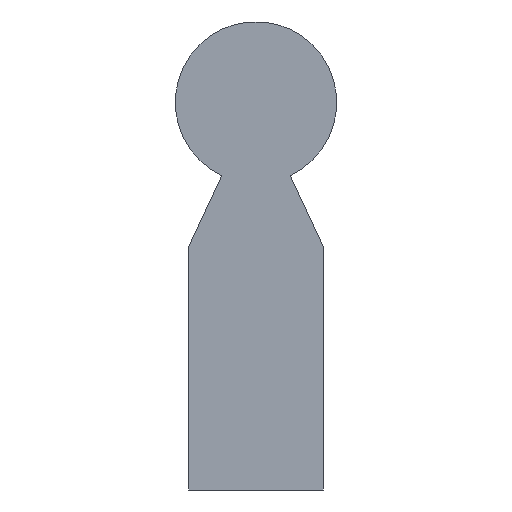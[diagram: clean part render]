
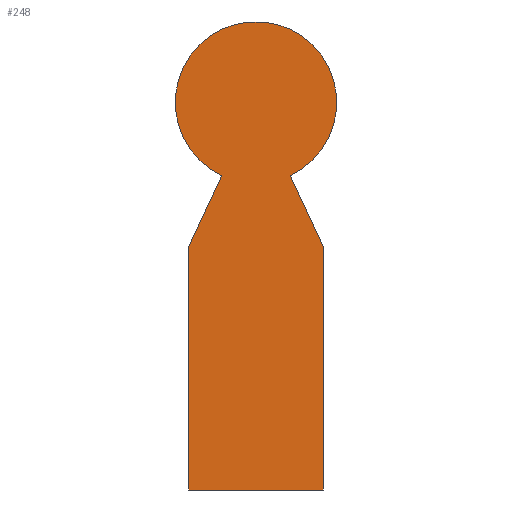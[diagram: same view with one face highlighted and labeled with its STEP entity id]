
A CAD part, front view. The second image highlights one B-rep face of the part: STEP entity #248.
In plain terms, the highlighted planar face has unit normal (0, -1, 0).
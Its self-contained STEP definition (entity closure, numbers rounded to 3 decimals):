
#248 = ADVANCED_FACE( '', ( #600 ), #601, .T. );
#600 = FACE_OUTER_BOUND( '', #1051, .T. );
#601 = PLANE( '', #1052 );
#1051 = EDGE_LOOP( '', ( #1683, #1684, #1685, #1686, #1687, #1688 ) );
#1052 = AXIS2_PLACEMENT_3D( '', #1689, #1690, #1691 );
#1683 = ORIENTED_EDGE( '', *, *, #2357, .T. );
#1684 = ORIENTED_EDGE( '', *, *, #2299, .T. );
#1685 = ORIENTED_EDGE( '', *, *, #2284, .T. );
#1686 = ORIENTED_EDGE( '', *, *, #2358, .T. );
#1687 = ORIENTED_EDGE( '', *, *, #2359, .T. );
#1688 = ORIENTED_EDGE( '', *, *, #2289, .T. );
#1689 = CARTESIAN_POINT( '', ( 0., 0., 72. ) );
#1690 = DIRECTION( '', ( 0., -1., 0. ) );
#1691 = DIRECTION( '', ( 0., 0., -1. ) );
#2284 = EDGE_CURVE( '', #2692, #2693, #2694, .T. );
#2289 = EDGE_CURVE( '', #2701, #2702, #2703, .T. );
#2299 = EDGE_CURVE( '', #2719, #2692, #2720, .T. );
#2357 = EDGE_CURVE( '', #2702, #2719, #2809, .T. );
#2358 = EDGE_CURVE( '', #2693, #2810, #2811, .T. );
#2359 = EDGE_CURVE( '', #2810, #2701, #2812, .T. );
#2692 = VERTEX_POINT( '', #3225 );
#2693 = VERTEX_POINT( '', #3226 );
#2694 = LINE( '', #3227, #3228 );
#2701 = VERTEX_POINT( '', #3238 );
#2702 = VERTEX_POINT( '', #3239 );
#2703 = LINE( '', #3240, #3241 );
#2719 = VERTEX_POINT( '', #3260 );
#2720 = LINE( '', #3261, #3262 );
#2809 = LINE( '', #3375, #3376 );
#2810 = VERTEX_POINT( '', #3377 );
#2811 = LINE( '', #3378, #3379 );
#2812 = CIRCLE( '', #3380, 15. );
#3225 = CARTESIAN_POINT( '', ( 12.5, 0., 0. ) );
#3226 = CARTESIAN_POINT( '', ( 12.5, 0., 45.194 ) );
#3227 = CARTESIAN_POINT( '', ( 12.5, 0., 0. ) );
#3228 = VECTOR( '', #3747, 1000. );
#3238 = CARTESIAN_POINT( '', ( -6.339, 0., 58.405 ) );
#3239 = CARTESIAN_POINT( '', ( -12.5, 0., 45.194 ) );
#3240 = CARTESIAN_POINT( '', ( -6.394, 0., 58.288 ) );
#3241 = VECTOR( '', #3751, 1000. );
#3260 = CARTESIAN_POINT( '', ( -12.5, 0., 0. ) );
#3261 = CARTESIAN_POINT( '', ( -12.5, 0., 0. ) );
#3262 = VECTOR( '', #3767, 1000. );
#3375 = CARTESIAN_POINT( '', ( -12.5, 0., 45.194 ) );
#3376 = VECTOR( '', #3834, 1000. );
#3377 = CARTESIAN_POINT( '', ( 6.339, 0., 58.405 ) );
#3378 = CARTESIAN_POINT( '', ( 6.394, 0., 58.288 ) );
#3379 = VECTOR( '', #3835, 1000. );
#3380 = AXIS2_PLACEMENT_3D( '', #3836, #3837, #3838 );
#3747 = DIRECTION( '', ( 0., 0., 1. ) );
#3751 = DIRECTION( '', ( -0.423, 0., -0.906 ) );
#3767 = DIRECTION( '', ( 1., 0., 0. ) );
#3834 = DIRECTION( '', ( 0., 0., -1. ) );
#3835 = DIRECTION( '', ( -0.423, 0., 0.906 ) );
#3836 = CARTESIAN_POINT( '', ( 0., 0., 72. ) );
#3837 = DIRECTION( '', ( 0., -1., 0. ) );
#3838 = DIRECTION( '', ( 0., 0., -1. ) );
